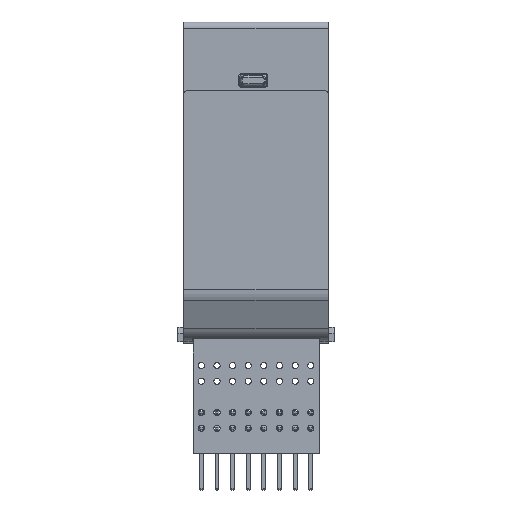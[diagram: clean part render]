
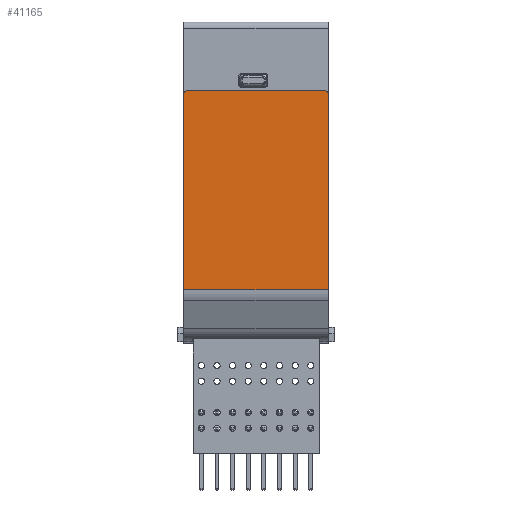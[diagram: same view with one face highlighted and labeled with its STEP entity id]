
A CAD part, top view. The second image highlights one B-rep face of the part: STEP entity #41165.
In plain terms, the highlighted planar face has unit normal (0, 0, 1).
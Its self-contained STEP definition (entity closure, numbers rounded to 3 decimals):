
#38830=DIRECTION('',(0.,1.,0.));
#38831=VECTOR('',#38830,31.753);
#38832=CARTESIAN_POINT('',(0.95,8.597,12.9));
#38833=LINE('',#38832,#38831);
#38894=CARTESIAN_POINT('',(23.9,40.35,12.9));
#38895=DIRECTION('',(0.,0.,1.));
#38896=DIRECTION('',(1.,0.,0.));
#38897=AXIS2_PLACEMENT_3D('',#38894,#38895,#38896);
#38899=DIRECTION('',(0.,1.,0.));
#38900=VECTOR('',#38899,31.753);
#38901=CARTESIAN_POINT('',(24.5,8.597,12.9));
#38902=LINE('',#38901,#38900);
#38903=DIRECTION('',(1.,0.,0.));
#38904=VECTOR('',#38903,23.55);
#38905=CARTESIAN_POINT('',(0.95,8.597,12.9));
#38906=LINE('',#38905,#38904);
#38907=CARTESIAN_POINT('',(1.55,40.35,12.9));
#38908=DIRECTION('',(0.,0.,1.));
#38909=DIRECTION('',(0.,1.,0.));
#38910=AXIS2_PLACEMENT_3D('',#38907,#38908,#38909);
#38912=DIRECTION('',(1.,0.,0.));
#38913=VECTOR('',#38912,22.35);
#38914=CARTESIAN_POINT('',(1.55,40.95,12.9));
#38915=LINE('',#38914,#38913);
#40214=CARTESIAN_POINT('',(24.5,8.597,12.9));
#40216=VERTEX_POINT('',#40214);
#40220=CARTESIAN_POINT('',(0.95,8.597,12.9));
#40221=VERTEX_POINT('',#40220);
#40490=CARTESIAN_POINT('',(24.5,40.35,12.9));
#40491=CARTESIAN_POINT('',(23.9,40.95,12.9));
#40492=VERTEX_POINT('',#40490);
#40493=VERTEX_POINT('',#40491);
#40498=CARTESIAN_POINT('',(1.55,40.95,12.9));
#40500=VERTEX_POINT('',#40498);
#40502=CARTESIAN_POINT('',(0.95,40.35,12.9));
#40503=VERTEX_POINT('',#40502);
#41149=CARTESIAN_POINT('',(0.,0.,12.9));
#41150=DIRECTION('',(0.,0.,1.));
#41151=DIRECTION('',(1.,0.,0.));
#41152=AXIS2_PLACEMENT_3D('',#41149,#41150,#41151);
#41153=PLANE('',#41152);
#41155=ORIENTED_EDGE('',*,*,#41154,.F.);
#41156=ORIENTED_EDGE('',*,*,#40843,.F.);
#41157=ORIENTED_EDGE('',*,*,#41144,.F.);
#41158=ORIENTED_EDGE('',*,*,#41052,.T.);
#41160=ORIENTED_EDGE('',*,*,#41159,.F.);
#41162=ORIENTED_EDGE('',*,*,#41161,.T.);
#41163=EDGE_LOOP('',(#41155,#41156,#41157,#41158,#41160,#41162));
#41164=FACE_OUTER_BOUND('',#41163,.F.);
#41165=ADVANCED_FACE('',(#41164),#41153,.T.);
#38898=CIRCLE('',#38897,0.6);
#38911=CIRCLE('',#38910,0.6);
#40843=EDGE_CURVE('',#40216,#40492,#38902,.T.);
#41052=EDGE_CURVE('',#40221,#40503,#38833,.T.);
#41144=EDGE_CURVE('',#40221,#40216,#38906,.T.);
#41154=EDGE_CURVE('',#40492,#40493,#38898,.T.);
#41159=EDGE_CURVE('',#40500,#40503,#38911,.T.);
#41161=EDGE_CURVE('',#40500,#40493,#38915,.T.);
